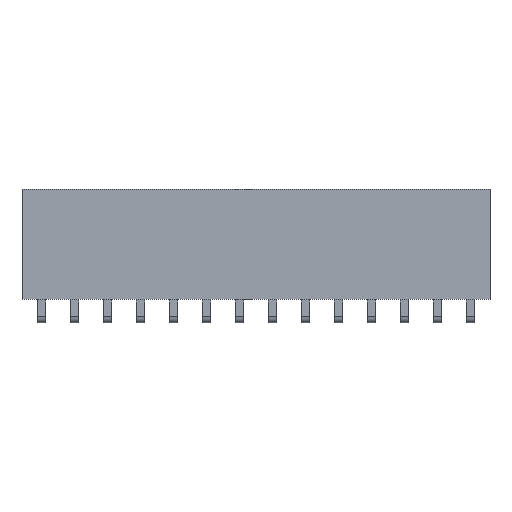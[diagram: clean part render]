
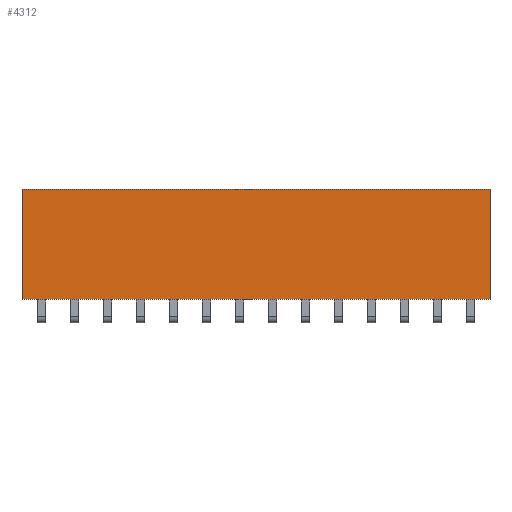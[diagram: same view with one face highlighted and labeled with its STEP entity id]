
A CAD part, front view. The second image highlights one B-rep face of the part: STEP entity #4312.
In plain terms, the highlighted planar face has unit normal (0, -1, 0).
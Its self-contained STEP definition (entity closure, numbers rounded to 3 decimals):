
#27 = VERTEX_POINT ( 'NONE', #14355 ) ;
#332 = CARTESIAN_POINT ( 'NONE',  ( 10.41, -1.27, 8.5 ) ) ;
#432 = VERTEX_POINT ( 'NONE', #3195 ) ;
#464 = EDGE_LOOP ( 'NONE', ( #6486, #748, #13322, #1538 ) ) ;
#731 = PLANE ( 'NONE',  #15623 ) ;
#748 = ORIENTED_EDGE ( 'NONE', *, *, #4986, .T. ) ;
#886 = VECTOR ( 'NONE', #11731, 1000. ) ;
#1538 = ORIENTED_EDGE ( 'NONE', *, *, #3858, .T. ) ;
#1905 = VECTOR ( 'NONE', #3434, 1000. ) ;
#2895 = LINE ( 'NONE', #332, #886 ) ;
#3195 = CARTESIAN_POINT ( 'NONE',  ( 10.41, -1.27, 8.5 ) ) ;
#3300 = DIRECTION ( 'NONE',  ( 0., 0., 1. ) ) ;
#3434 = DIRECTION ( 'NONE',  ( 1., 0., 0. ) ) ;
#3539 = CARTESIAN_POINT ( 'NONE',  ( -25.65, -1.27, 8.5 ) ) ;
#3858 = EDGE_CURVE ( 'NONE', #27, #11765, #15839, .T. ) ;
#4312 = ADVANCED_FACE ( 'NONE', ( #14521 ), #731, .F. ) ;
#4959 = EDGE_CURVE ( 'NONE', #11765, #9274, #10414, .T. ) ;
#4986 = EDGE_CURVE ( 'NONE', #9274, #432, #2895, .T. ) ;
#6486 = ORIENTED_EDGE ( 'NONE', *, *, #4959, .T. ) ;
#6687 = CARTESIAN_POINT ( 'NONE',  ( -25.65, -1.27, 0. ) ) ;
#7171 = CARTESIAN_POINT ( 'NONE',  ( 10.41, -1.27, 0. ) ) ;
#8562 = LINE ( 'NONE', #10094, #1905 ) ;
#9274 = VERTEX_POINT ( 'NONE', #7171 ) ;
#9567 = VECTOR ( 'NONE', #11059, 1000. ) ;
#9570 = CARTESIAN_POINT ( 'NONE',  ( -25.65, -1.27, 8.5 ) ) ;
#10094 = CARTESIAN_POINT ( 'NONE',  ( -25.65, -1.27, 8.5 ) ) ;
#10414 = LINE ( 'NONE', #6687, #11425 ) ;
#11059 = DIRECTION ( 'NONE',  ( 0., 0., -1. ) ) ;
#11425 = VECTOR ( 'NONE', #12961, 1000. ) ;
#11731 = DIRECTION ( 'NONE',  ( 0., 0., 1. ) ) ;
#11765 = VERTEX_POINT ( 'NONE', #15283 ) ;
#12961 = DIRECTION ( 'NONE',  ( 1., 0., 0. ) ) ;
#13322 = ORIENTED_EDGE ( 'NONE', *, *, #13937, .F. ) ;
#13937 = EDGE_CURVE ( 'NONE', #27, #432, #8562, .T. ) ;
#14355 = CARTESIAN_POINT ( 'NONE',  ( -25.65, -1.27, 8.5 ) ) ;
#14521 = FACE_OUTER_BOUND ( 'NONE', #464, .T. ) ;
#14606 = DIRECTION ( 'NONE',  ( 0., 1., 0. ) ) ;
#15283 = CARTESIAN_POINT ( 'NONE',  ( -25.65, -1.27, 0. ) ) ;
#15623 = AXIS2_PLACEMENT_3D ( 'NONE', #9570, #14606, #3300 ) ;
#15839 = LINE ( 'NONE', #3539, #9567 ) ;
